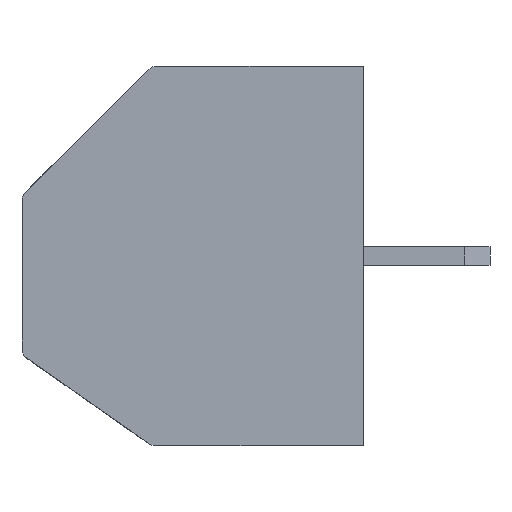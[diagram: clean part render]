
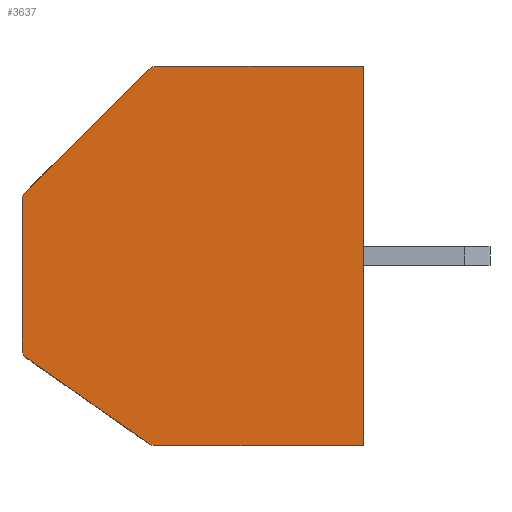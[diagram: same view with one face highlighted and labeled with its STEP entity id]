
A CAD part, left-side view. The second image highlights one B-rep face of the part: STEP entity #3637.
In plain terms, the highlighted planar face has unit normal (-1, 0, 0).
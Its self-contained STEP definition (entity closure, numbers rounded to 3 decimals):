
#158 = CARTESIAN_POINT ( 'NONE',  ( -3.04, 10.712, 1.988 ) ) ;
#582 = DIRECTION ( 'NONE',  ( 0., -1., 0. ) ) ;
#664 = CARTESIAN_POINT ( 'NONE',  ( -3.04, 10.5, 1.776 ) ) ;
#1402 = DIRECTION ( 'NONE',  ( 0., 0., -1. ) ) ;
#2204 = CARTESIAN_POINT ( 'NONE',  ( -3.04, 10.5, -2.973 ) ) ;
#2254 = EDGE_CURVE ( 'NONE', #13423, #20547, #10901, .T. ) ;
#2260 = EDGE_CURVE ( 'NONE', #8770, #32270, #15457, .T. ) ;
#2600 = DIRECTION ( 'NONE',  ( 0., 0.819, 0.574 ) ) ;
#3637 = ADVANCED_FACE ( 'NONE', ( #31204 ), #7446, .F. ) ;
#4121 = VECTOR ( 'NONE', #582, 1000. ) ;
#4368 = DIRECTION ( 'NONE',  ( 0., 0., 1. ) ) ;
#4444 = CARTESIAN_POINT ( 'NONE',  ( -3.04, 6.605, -6. ) ) ;
#4606 = DIRECTION ( 'NONE',  ( 0., 0., -1. ) ) ;
#4681 = ORIENTED_EDGE ( 'NONE', *, *, #2254, .T. ) ;
#5321 = VERTEX_POINT ( 'NONE', #20154 ) ;
#5625 = LINE ( 'NONE', #28889, #4121 ) ;
#5725 = CARTESIAN_POINT ( 'NONE',  ( -3.04, 0., 6. ) ) ;
#6048 = CARTESIAN_POINT ( 'NONE',  ( -3.04, 0., -6. ) ) ;
#6315 = AXIS2_PLACEMENT_3D ( 'NONE', #27948, #9377, #1402 ) ;
#6961 = CARTESIAN_POINT ( 'NONE',  ( -3.04, 6.576, 6. ) ) ;
#7446 = PLANE ( 'NONE',  #30918 ) ;
#7546 = CIRCLE ( 'NONE', #15289, 0.3 ) ;
#7642 = CARTESIAN_POINT ( 'NONE',  ( -3.04, 6.777, -5.946 ) ) ;
#8770 = VERTEX_POINT ( 'NONE', #158 ) ;
#8789 = EDGE_CURVE ( 'NONE', #13423, #17663, #31203, .T. ) ;
#9150 = CARTESIAN_POINT ( 'NONE',  ( -3.04, 10.672, -3.219 ) ) ;
#9377 = DIRECTION ( 'NONE',  ( -1., 0., 0. ) ) ;
#9516 = CARTESIAN_POINT ( 'NONE',  ( -3.04, 6.788, 5.912 ) ) ;
#9661 = EDGE_LOOP ( 'NONE', ( #25055, #4681, #34044, #12076, #28309, #27919, #13306, #21969, #27906, #12158 ) ) ;
#9681 = EDGE_CURVE ( 'NONE', #8770, #5321, #7546, .T. ) ;
#9893 = DIRECTION ( 'NONE',  ( -1., 0., 0. ) ) ;
#10234 = DIRECTION ( 'NONE',  ( 0., -0.707, 0.707 ) ) ;
#10262 = CARTESIAN_POINT ( 'NONE',  ( -3.04, 0., 6. ) ) ;
#10741 = VECTOR ( 'NONE', #2600, 1000. ) ;
#10901 = CIRCLE ( 'NONE', #30283, 0.3 ) ;
#11708 = LINE ( 'NONE', #32366, #17158 ) ;
#11832 = AXIS2_PLACEMENT_3D ( 'NONE', #2204, #12412, #4606 ) ;
#12076 = ORIENTED_EDGE ( 'NONE', *, *, #22571, .T. ) ;
#12158 = ORIENTED_EDGE ( 'NONE', *, *, #24077, .T. ) ;
#12412 = DIRECTION ( 'NONE',  ( -1., 0., 0. ) ) ;
#12974 = CARTESIAN_POINT ( 'NONE',  ( -3.04, 10.8, 6. ) ) ;
#13306 = ORIENTED_EDGE ( 'NONE', *, *, #2260, .F. ) ;
#13423 = VERTEX_POINT ( 'NONE', #7642 ) ;
#13675 = DIRECTION ( 'NONE',  ( 0., 0., -1. ) ) ;
#13955 = VECTOR ( 'NONE', #4368, 1000. ) ;
#15289 = AXIS2_PLACEMENT_3D ( 'NONE', #664, #18880, #13675 ) ;
#15457 = LINE ( 'NONE', #34002, #29267 ) ;
#15562 = EDGE_CURVE ( 'NONE', #20357, #32270, #21282, .T. ) ;
#16530 = VERTEX_POINT ( 'NONE', #5725 ) ;
#17158 = VECTOR ( 'NONE', #22115, 1000. ) ;
#17663 = VERTEX_POINT ( 'NONE', #9150 ) ;
#18312 = VERTEX_POINT ( 'NONE', #6048 ) ;
#18880 = DIRECTION ( 'NONE',  ( -1., 0., 0. ) ) ;
#20154 = CARTESIAN_POINT ( 'NONE',  ( -3.04, 10.8, 1.776 ) ) ;
#20357 = VERTEX_POINT ( 'NONE', #6961 ) ;
#20547 = VERTEX_POINT ( 'NONE', #4444 ) ;
#20975 = CARTESIAN_POINT ( 'NONE',  ( -3.04, 10.8, -3.129 ) ) ;
#21282 = CIRCLE ( 'NONE', #6315, 0.3 ) ;
#21969 = ORIENTED_EDGE ( 'NONE', *, *, #9681, .T. ) ;
#22115 = DIRECTION ( 'NONE',  ( 0., -1., 0. ) ) ;
#22571 = EDGE_CURVE ( 'NONE', #18312, #16530, #34024, .T. ) ;
#23079 = CARTESIAN_POINT ( 'NONE',  ( -3.04, 6.605, -5.7 ) ) ;
#23261 = DIRECTION ( 'NONE',  ( 0., 0., -1. ) ) ;
#23415 = DIRECTION ( 'NONE',  ( 1., 0., 0. ) ) ;
#24077 = EDGE_CURVE ( 'NONE', #25819, #17663, #32353, .T. ) ;
#24305 = DIRECTION ( 'NONE',  ( 0., 0., 1. ) ) ;
#24638 = LINE ( 'NONE', #24814, #30811 ) ;
#24814 = CARTESIAN_POINT ( 'NONE',  ( -3.04, 10.8, 6. ) ) ;
#25055 = ORIENTED_EDGE ( 'NONE', *, *, #8789, .F. ) ;
#25459 = EDGE_CURVE ( 'NONE', #20357, #16530, #5625, .T. ) ;
#25819 = VERTEX_POINT ( 'NONE', #27902 ) ;
#27902 = CARTESIAN_POINT ( 'NONE',  ( -3.04, 10.8, -2.973 ) ) ;
#27906 = ORIENTED_EDGE ( 'NONE', *, *, #28208, .F. ) ;
#27919 = ORIENTED_EDGE ( 'NONE', *, *, #15562, .T. ) ;
#27948 = CARTESIAN_POINT ( 'NONE',  ( -3.04, 6.576, 5.7 ) ) ;
#28208 = EDGE_CURVE ( 'NONE', #25819, #5321, #24638, .T. ) ;
#28287 = DIRECTION ( 'NONE',  ( 0., 0., -1. ) ) ;
#28309 = ORIENTED_EDGE ( 'NONE', *, *, #25459, .F. ) ;
#28889 = CARTESIAN_POINT ( 'NONE',  ( -3.04, 10.8, 6. ) ) ;
#29267 = VECTOR ( 'NONE', #10234, 1000. ) ;
#30283 = AXIS2_PLACEMENT_3D ( 'NONE', #23079, #9893, #23261 ) ;
#30811 = VECTOR ( 'NONE', #24305, 1000. ) ;
#30918 = AXIS2_PLACEMENT_3D ( 'NONE', #12974, #23415, #28287 ) ;
#31203 = LINE ( 'NONE', #20975, #10741 ) ;
#31204 = FACE_OUTER_BOUND ( 'NONE', #9661, .T. ) ;
#32270 = VERTEX_POINT ( 'NONE', #9516 ) ;
#32353 = CIRCLE ( 'NONE', #11832, 0.3 ) ;
#32366 = CARTESIAN_POINT ( 'NONE',  ( -3.04, 10.8, -6. ) ) ;
#32710 = EDGE_CURVE ( 'NONE', #20547, #18312, #11708, .T. ) ;
#34002 = CARTESIAN_POINT ( 'NONE',  ( -3.04, 10.8, 1.9 ) ) ;
#34024 = LINE ( 'NONE', #10262, #13955 ) ;
#34044 = ORIENTED_EDGE ( 'NONE', *, *, #32710, .T. ) ;
